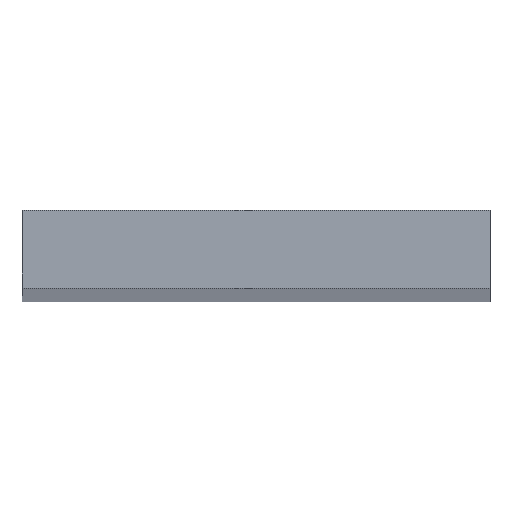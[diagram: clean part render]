
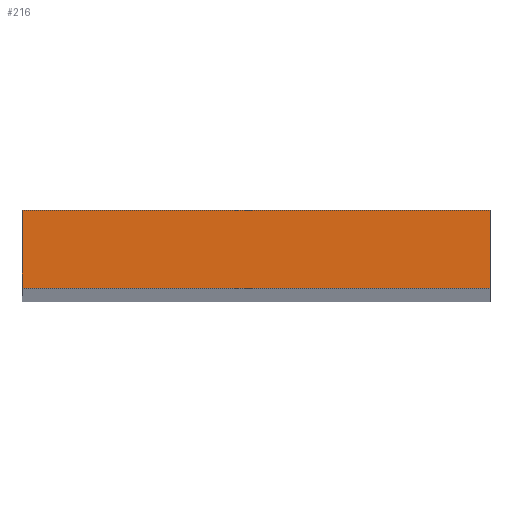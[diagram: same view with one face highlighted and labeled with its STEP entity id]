
A CAD part, top view. The second image highlights one B-rep face of the part: STEP entity #216.
In plain terms, the highlighted planar face has unit normal (0, 0, 1).
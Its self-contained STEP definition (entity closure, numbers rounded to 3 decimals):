
#3 = LINE ( 'NONE', #125, #59 ) ;
#11 = DIRECTION ( 'NONE',  ( -1., 0., 0. ) ) ;
#20 = LINE ( 'NONE', #73, #76 ) ;
#35 = VERTEX_POINT ( 'NONE', #139 ) ;
#40 = FACE_OUTER_BOUND ( 'NONE', #218, .T. ) ;
#44 = LINE ( 'NONE', #82, #102 ) ;
#50 = EDGE_CURVE ( 'NONE', #77, #35, #3, .T. ) ;
#59 = VECTOR ( 'NONE', #71, 1000. ) ;
#62 = CARTESIAN_POINT ( 'NONE',  ( 0., 0., 1000. ) ) ;
#68 = DIRECTION ( 'NONE',  ( -1., 0., 0. ) ) ;
#71 = DIRECTION ( 'NONE',  ( 0., 1., 0. ) ) ;
#73 = CARTESIAN_POINT ( 'NONE',  ( -30., -5., 1000. ) ) ;
#76 = VECTOR ( 'NONE', #142, 1000. ) ;
#77 = VERTEX_POINT ( 'NONE', #110 ) ;
#80 = EDGE_CURVE ( 'NONE', #104, #77, #20, .T. ) ;
#82 = CARTESIAN_POINT ( 'NONE',  ( -30., 5., 1000. ) ) ;
#83 = VECTOR ( 'NONE', #160, 1000. ) ;
#84 = EDGE_CURVE ( 'NONE', #191, #104, #93, .T. ) ;
#93 = LINE ( 'NONE', #211, #83 ) ;
#101 = ORIENTED_EDGE ( 'NONE', *, *, #161, .T. ) ;
#102 = VECTOR ( 'NONE', #68, 1000. ) ;
#104 = VERTEX_POINT ( 'NONE', #145 ) ;
#110 = CARTESIAN_POINT ( 'NONE',  ( 30., -5., 1000. ) ) ;
#125 = CARTESIAN_POINT ( 'NONE',  ( 30., -5., 1000. ) ) ;
#131 = CARTESIAN_POINT ( 'NONE',  ( -30., 5., 1000. ) ) ;
#132 = ORIENTED_EDGE ( 'NONE', *, *, #50, .T. ) ;
#138 = ORIENTED_EDGE ( 'NONE', *, *, #80, .T. ) ;
#139 = CARTESIAN_POINT ( 'NONE',  ( 30., 5., 1000. ) ) ;
#142 = DIRECTION ( 'NONE',  ( 1., 0., 0. ) ) ;
#144 = ORIENTED_EDGE ( 'NONE', *, *, #84, .T. ) ;
#145 = CARTESIAN_POINT ( 'NONE',  ( -30., -5., 1000. ) ) ;
#160 = DIRECTION ( 'NONE',  ( 0., -1., 0. ) ) ;
#161 = EDGE_CURVE ( 'NONE', #35, #191, #44, .T. ) ;
#169 = DIRECTION ( 'NONE',  ( 0., 0., -1. ) ) ;
#191 = VERTEX_POINT ( 'NONE', #131 ) ;
#200 = PLANE ( 'NONE',  #203 ) ;
#203 = AXIS2_PLACEMENT_3D ( 'NONE', #62, #169, #11 ) ;
#211 = CARTESIAN_POINT ( 'NONE',  ( -30., -5., 1000. ) ) ;
#216 = ADVANCED_FACE ( 'NONE', ( #40 ), #200, .F. ) ;
#218 = EDGE_LOOP ( 'NONE', ( #132, #101, #144, #138 ) ) ;
